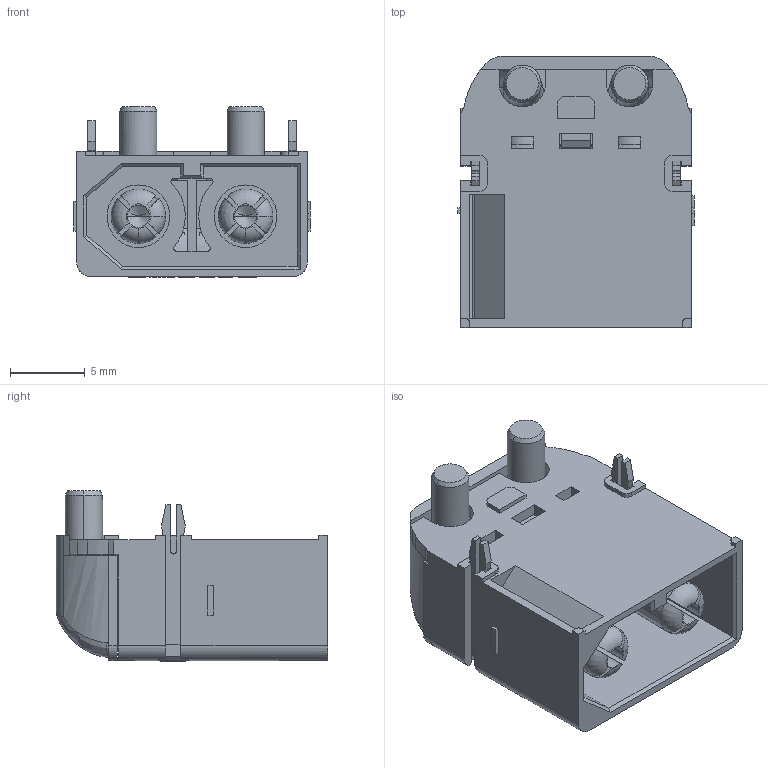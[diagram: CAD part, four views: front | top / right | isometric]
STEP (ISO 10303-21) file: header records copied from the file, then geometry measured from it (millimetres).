
FILE_DESCRIPTION (( 'STEP AP214' ), '1' );
FILE_NAME ('XT60PW-M.STEP', '2025-04-24T11:05:43', ( '' ), ( '' ), 'SwSTEP 2.0', 'SolidWorks 2024', '' );
FILE_SCHEMA (( 'AUTOMOTIVE_DESIGN' ));
Length unit declared in the file: millimetre
Products named in the file (1): XT60PW-M
Bounding box: 15.9 x 18.2 x 11.45 mm (x, y, z)
Volume: 1183.3 mm3; surface area: 2778.3 mm2
Topology: 3 solids, 5 shells, 567 faces, 1604 edges, 1047 vertices
Faces by surface type: plane 341, cylinder 139, bspline 61, cone 14, torus 12
Entity records: 22243 total; most frequent: CARTESIAN_POINT 6702, ORIENTED_EDGE 3196, DIRECTION 2753, EDGE_CURVE 1598, LINE 1063, VECTOR 1063, VERTEX_POINT 1047, AXIS2_PLACEMENT_3D 845
